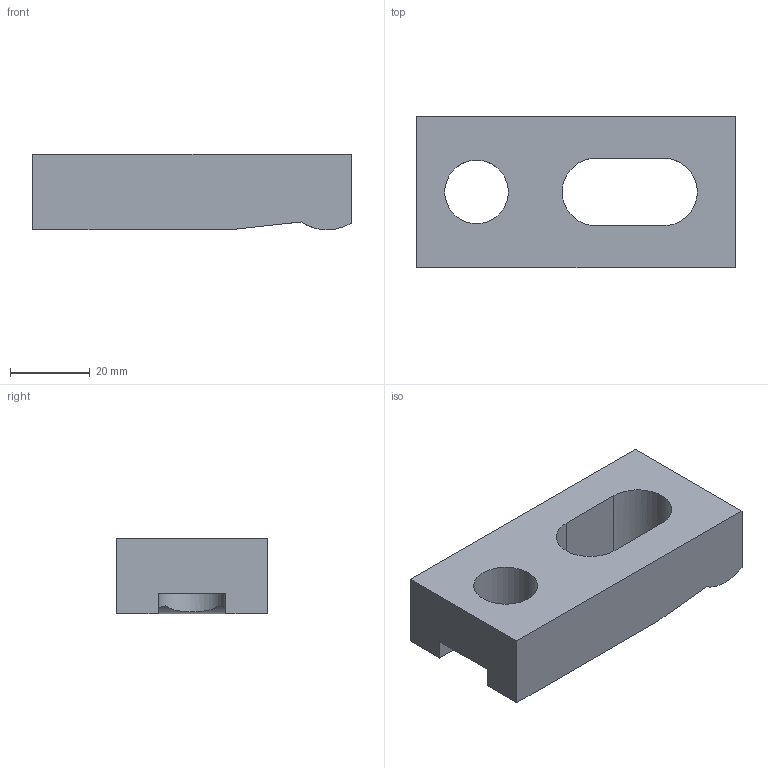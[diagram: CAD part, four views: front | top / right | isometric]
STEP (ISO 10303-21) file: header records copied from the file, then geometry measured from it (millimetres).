
FILE_DESCRIPTION (( 'STEP AP203' ), '1' );
FILE_NAME ('bj156-16080.STEP', '2021-10-24T23:48:33', ( '' ), ( '' ), 'SwSTEP 2.0', 'SolidWorks 2020', '' );
FILE_SCHEMA (( 'CONFIG_CONTROL_DESIGN' ));
Length unit declared in the file: millimetre
Products named in the file (1): bj156-16080
Bounding box: 80 x 38 x 19 mm (x, y, z)
Volume: 41256.3 mm3; surface area: 11587.4 mm2
Topology: 1 solids, 1 shells, 19 faces, 54 edges, 36 vertices
Faces by surface type: plane 12, cylinder 7
Entity records: 731 total; most frequent: CARTESIAN_POINT 143, ORIENTED_EDGE 108, DIRECTION 104, EDGE_CURVE 54, LINE 38, VECTOR 38, VERTEX_POINT 36, AXIS2_PLACEMENT_3D 33
